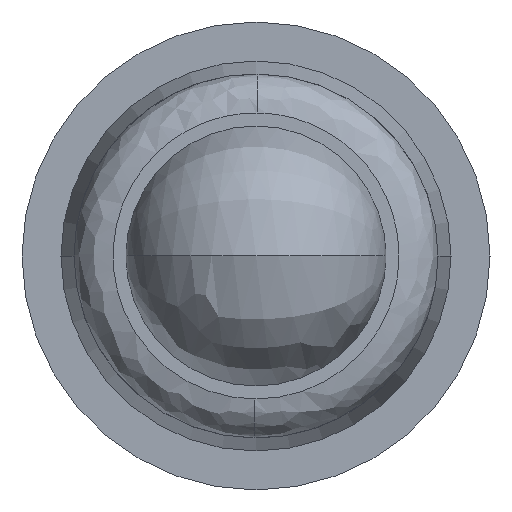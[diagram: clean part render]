
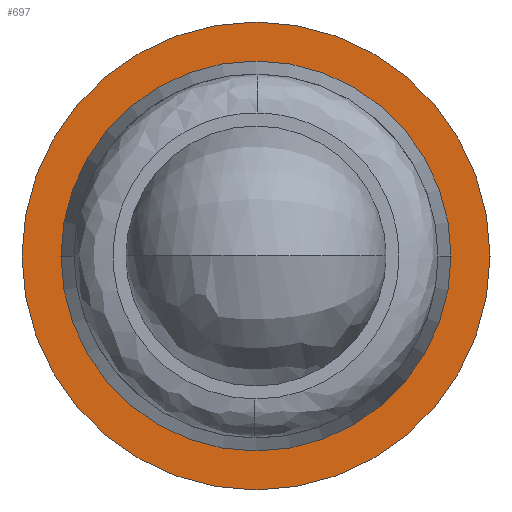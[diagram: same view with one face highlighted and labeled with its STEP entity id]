
A CAD part, front view. The second image highlights one B-rep face of the part: STEP entity #697.
In plain terms, the highlighted planar face has unit normal (0, -1, 0).
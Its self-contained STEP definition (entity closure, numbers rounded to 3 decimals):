
#12 = DIRECTION ( 'NONE',  ( 0., -1., 0. ) ) ;
#20 = AXIS2_PLACEMENT_3D ( 'NONE', #279, #403, #779 ) ;
#58 = ORIENTED_EDGE ( 'NONE', *, *, #217, .T. ) ;
#63 = AXIS2_PLACEMENT_3D ( 'NONE', #504, #317, #71 ) ;
#71 = DIRECTION ( 'NONE',  ( 1., 0., 0. ) ) ;
#78 = CARTESIAN_POINT ( 'NONE',  ( 2.13, 3.898, -1.208 ) ) ;
#84 = PLANE ( 'NONE',  #439 ) ;
#86 = DIRECTION ( 'NONE',  ( 1., 0., 0. ) ) ;
#130 = VERTEX_POINT ( 'NONE', #390 ) ;
#132 = AXIS2_PLACEMENT_3D ( 'NONE', #388, #641, #86 ) ;
#133 = FACE_OUTER_BOUND ( 'NONE', #436, .T. ) ;
#187 = CARTESIAN_POINT ( 'NONE',  ( 1.23, 3.898, -1.208 ) ) ;
#195 = EDGE_LOOP ( 'NONE', ( #320, #494 ) ) ;
#217 = EDGE_CURVE ( 'NONE', #130, #720, #443, .T. ) ;
#256 = FACE_BOUND ( 'NONE', #195, .T. ) ;
#258 = VERTEX_POINT ( 'NONE', #637 ) ;
#261 = DIRECTION ( 'NONE',  ( 0., 0., -1. ) ) ;
#279 = CARTESIAN_POINT ( 'NONE',  ( 1.23, 3.898, -1.208 ) ) ;
#289 = DIRECTION ( 'NONE',  ( 1., 0., 0. ) ) ;
#315 = EDGE_CURVE ( 'NONE', #720, #130, #480, .T. ) ;
#317 = DIRECTION ( 'NONE',  ( 0., -1., 0. ) ) ;
#320 = ORIENTED_EDGE ( 'NONE', *, *, #532, .F. ) ;
#373 = CIRCLE ( 'NONE', #63, 0.75 ) ;
#388 = CARTESIAN_POINT ( 'NONE',  ( 1.23, 3.898, -1.208 ) ) ;
#390 = CARTESIAN_POINT ( 'NONE',  ( 0.33, 3.898, -1.208 ) ) ;
#397 = AXIS2_PLACEMENT_3D ( 'NONE', #726, #410, #289 ) ;
#403 = DIRECTION ( 'NONE',  ( 0., -1., 0. ) ) ;
#410 = DIRECTION ( 'NONE',  ( 0., -1., 0. ) ) ;
#436 = EDGE_LOOP ( 'NONE', ( #692, #58 ) ) ;
#439 = AXIS2_PLACEMENT_3D ( 'NONE', #187, #12, #261 ) ;
#443 = CIRCLE ( 'NONE', #397, 0.9 ) ;
#480 = CIRCLE ( 'NONE', #132, 0.9 ) ;
#492 = VERTEX_POINT ( 'NONE', #560 ) ;
#494 = ORIENTED_EDGE ( 'NONE', *, *, #657, .F. ) ;
#504 = CARTESIAN_POINT ( 'NONE',  ( 1.23, 3.898, -1.208 ) ) ;
#532 = EDGE_CURVE ( 'NONE', #492, #258, #656, .T. ) ;
#560 = CARTESIAN_POINT ( 'NONE',  ( 1.98, 3.898, -1.208 ) ) ;
#637 = CARTESIAN_POINT ( 'NONE',  ( 0.48, 3.898, -1.208 ) ) ;
#641 = DIRECTION ( 'NONE',  ( 0., -1., 0. ) ) ;
#656 = CIRCLE ( 'NONE', #20, 0.75 ) ;
#657 = EDGE_CURVE ( 'NONE', #258, #492, #373, .T. ) ;
#692 = ORIENTED_EDGE ( 'NONE', *, *, #315, .T. ) ;
#697 = ADVANCED_FACE ( 'NONE', ( #256, #133 ), #84, .T. ) ;
#720 = VERTEX_POINT ( 'NONE', #78 ) ;
#726 = CARTESIAN_POINT ( 'NONE',  ( 1.23, 3.898, -1.208 ) ) ;
#779 = DIRECTION ( 'NONE',  ( 1., 0., 0. ) ) ;
